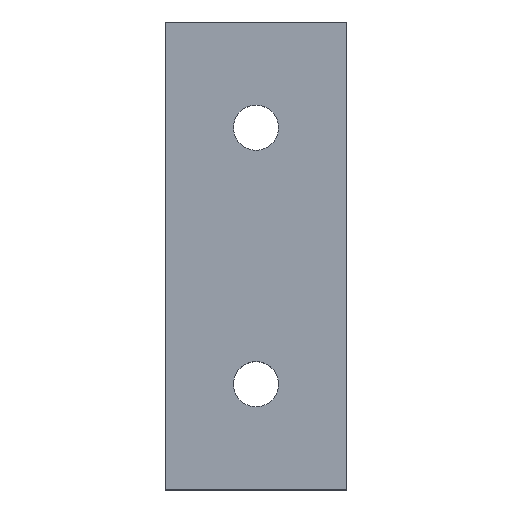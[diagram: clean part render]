
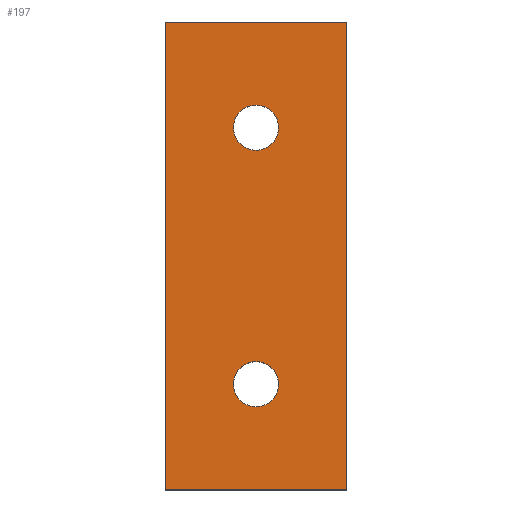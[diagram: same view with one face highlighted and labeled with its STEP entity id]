
A CAD part, top view. The second image highlights one B-rep face of the part: STEP entity #197.
In plain terms, the highlighted planar face has unit normal (0, 0, 1).
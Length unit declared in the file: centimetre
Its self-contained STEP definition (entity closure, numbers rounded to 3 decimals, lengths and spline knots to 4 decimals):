
#19=FACE_BOUND('',#52,.T.);
#20=FACE_BOUND('',#53,.T.);
#27=PLANE('',#229);
#37=FACE_OUTER_BOUND('',#51,.T.);
#51=EDGE_LOOP('',(#173,#174,#175,#176));
#52=EDGE_LOOP('',(#177));
#53=EDGE_LOOP('',(#178));
#63=LINE('',#317,#79);
#66=LINE('',#323,#82);
#69=LINE('',#329,#85);
#72=LINE('',#333,#88);
#79=VECTOR('',#265,1.);
#82=VECTOR('',#270,1.);
#85=VECTOR('',#275,1.);
#88=VECTOR('',#280,1.);
#93=CIRCLE('',#220,0.15);
#95=CIRCLE('',#223,0.15);
#101=VERTEX_POINT('',#299);
#103=VERTEX_POINT('',#305);
#107=VERTEX_POINT('',#314);
#108=VERTEX_POINT('',#316);
#110=VERTEX_POINT('',#322);
#112=VERTEX_POINT('',#328);
#119=EDGE_CURVE('',#101,#101,#93,.T.);
#122=EDGE_CURVE('',#103,#103,#95,.T.);
#127=EDGE_CURVE('',#108,#107,#63,.T.);
#130=EDGE_CURVE('',#110,#108,#66,.T.);
#133=EDGE_CURVE('',#112,#110,#69,.T.);
#136=EDGE_CURVE('',#107,#112,#72,.T.);
#173=ORIENTED_EDGE('',*,*,#136,.T.);
#174=ORIENTED_EDGE('',*,*,#133,.T.);
#175=ORIENTED_EDGE('',*,*,#130,.T.);
#176=ORIENTED_EDGE('',*,*,#127,.T.);
#177=ORIENTED_EDGE('',*,*,#122,.T.);
#178=ORIENTED_EDGE('',*,*,#119,.T.);
#197=ADVANCED_FACE('',(#37,#19,#20),#27,.T.);
#220=AXIS2_PLACEMENT_3D('',#300,#249,#250);
#223=AXIS2_PLACEMENT_3D('',#306,#256,#257);
#229=AXIS2_PLACEMENT_3D('',#334,#281,#282);
#249=DIRECTION('center_axis',(0.,0.,-1.));
#250=DIRECTION('ref_axis',(1.,0.,0.));
#256=DIRECTION('center_axis',(0.,0.,-1.));
#257=DIRECTION('ref_axis',(1.,0.,0.));
#265=DIRECTION('',(-1.,0.,0.));
#270=DIRECTION('',(0.,1.,0.));
#275=DIRECTION('',(1.,0.,0.));
#280=DIRECTION('',(0.,-1.,0.));
#281=DIRECTION('center_axis',(0.,0.,1.));
#282=DIRECTION('ref_axis',(1.,0.,0.));
#299=CARTESIAN_POINT('',(0.45,2.4,0.5));
#300=CARTESIAN_POINT('Origin',(0.6,2.4,0.5));
#305=CARTESIAN_POINT('',(0.45,0.7,0.5));
#306=CARTESIAN_POINT('Origin',(0.6,0.7,0.5));
#314=CARTESIAN_POINT('',(0.,3.1,0.5));
#316=CARTESIAN_POINT('',(1.2,3.1,0.5));
#317=CARTESIAN_POINT('',(1.2,3.1,0.5));
#322=CARTESIAN_POINT('',(1.2,0.,0.5));
#323=CARTESIAN_POINT('',(1.2,0.,0.5));
#328=CARTESIAN_POINT('',(0.,0.,0.5));
#329=CARTESIAN_POINT('',(0.,0.,0.5));
#333=CARTESIAN_POINT('',(0.,3.1,0.5));
#334=CARTESIAN_POINT('Origin',(0.6,1.55,0.5));
